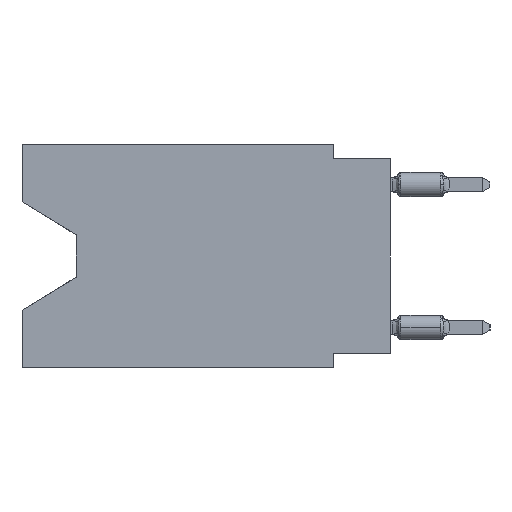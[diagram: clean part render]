
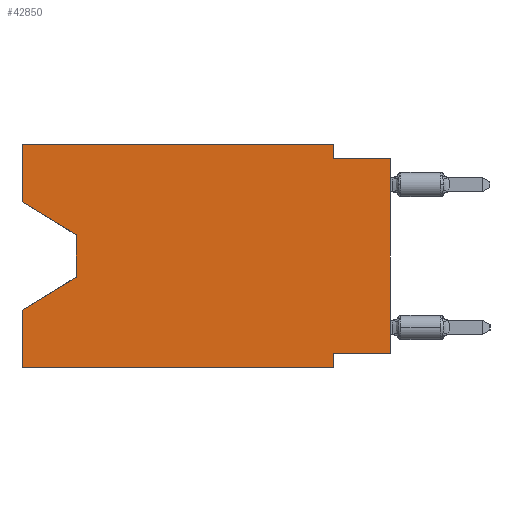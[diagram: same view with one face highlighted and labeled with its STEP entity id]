
A CAD part, left-side view. The second image highlights one B-rep face of the part: STEP entity #42850.
In plain terms, the highlighted planar face has unit normal (-1, 0, 0).
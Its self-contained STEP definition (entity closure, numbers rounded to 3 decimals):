
#221 = VERTEX_POINT ( 'NONE', #27690 ) ;
#222 = EDGE_CURVE ( 'NONE', #33391, #787, #19647, .T. ) ;
#497 = VERTEX_POINT ( 'NONE', #4934 ) ;
#674 = CARTESIAN_POINT ( 'NONE',  ( 0., 13.97, -4.013 ) ) ;
#787 = VERTEX_POINT ( 'NONE', #21470 ) ;
#1417 = LINE ( 'NONE', #5195, #21724 ) ;
#1457 = EDGE_CURVE ( 'NONE', #28217, #43976, #30527, .T. ) ;
#1968 = ORIENTED_EDGE ( 'NONE', *, *, #28109, .F. ) ;
#2043 = EDGE_CURVE ( 'NONE', #46496, #34088, #5848, .T. ) ;
#2437 = LINE ( 'NONE', #12874, #4682 ) ;
#3009 = ORIENTED_EDGE ( 'NONE', *, *, #2043, .T. ) ;
#4670 = DIRECTION ( 'NONE',  ( 0., 1., 0. ) ) ;
#4682 = VECTOR ( 'NONE', #41508, 1000. ) ;
#4934 = CARTESIAN_POINT ( 'NONE',  ( 0., 16.383, 0. ) ) ;
#5180 = ORIENTED_EDGE ( 'NONE', *, *, #45214, .T. ) ;
#5195 = CARTESIAN_POINT ( 'NONE',  ( 0., 13.97, -5.893 ) ) ;
#5848 = LINE ( 'NONE', #38727, #11840 ) ;
#5974 = ORIENTED_EDGE ( 'NONE', *, *, #222, .F. ) ;
#6712 = DIRECTION ( 'NONE',  ( 0., -1., 0. ) ) ;
#6843 = ORIENTED_EDGE ( 'NONE', *, *, #34619, .F. ) ;
#7816 = VERTEX_POINT ( 'NONE', #15487 ) ;
#8654 = DIRECTION ( 'NONE',  ( 0., 0., -1. ) ) ;
#8785 = DIRECTION ( 'NONE',  ( 0., 0., -1. ) ) ;
#11330 = LINE ( 'NONE', #36394, #38708 ) ;
#11433 = VECTOR ( 'NONE', #46555, 1000. ) ;
#11752 = CARTESIAN_POINT ( 'NONE',  ( 0., 2.54, 0. ) ) ;
#11840 = VECTOR ( 'NONE', #20289, 1000. ) ;
#12442 = CARTESIAN_POINT ( 'NONE',  ( 0., 0., -9.271 ) ) ;
#12788 = DIRECTION ( 'NONE',  ( 0., 0., 1. ) ) ;
#12874 = CARTESIAN_POINT ( 'NONE',  ( 0., 16.383, 0. ) ) ;
#13641 = CARTESIAN_POINT ( 'NONE',  ( 0., 0., 0. ) ) ;
#14676 = CARTESIAN_POINT ( 'NONE',  ( 0., 16.383, -7.36 ) ) ;
#14705 = ORIENTED_EDGE ( 'NONE', *, *, #39947, .T. ) ;
#15123 = DIRECTION ( 'NONE',  ( 0., 0., -1. ) ) ;
#15357 = DIRECTION ( 'NONE',  ( 0., -1., 0. ) ) ;
#15487 = CARTESIAN_POINT ( 'NONE',  ( 0., 2.54, -0.635 ) ) ;
#15655 = DIRECTION ( 'NONE',  ( 0., 0.855, -0.519 ) ) ;
#16120 = VECTOR ( 'NONE', #4670, 1000. ) ;
#16158 = ORIENTED_EDGE ( 'NONE', *, *, #39547, .T. ) ;
#16656 = LINE ( 'NONE', #38423, #36410 ) ;
#17898 = CARTESIAN_POINT ( 'NONE',  ( 0., 2.54, -9.271 ) ) ;
#18653 = EDGE_CURVE ( 'NONE', #7816, #221, #11330, .T. ) ;
#19496 = CARTESIAN_POINT ( 'NONE',  ( 0., 16.383, -9.906 ) ) ;
#19645 = CARTESIAN_POINT ( 'NONE',  ( 0., 16.383, 0. ) ) ;
#19647 = LINE ( 'NONE', #34550, #31297 ) ;
#20289 = DIRECTION ( 'NONE',  ( 0., -0.855, -0.519 ) ) ;
#20736 = LINE ( 'NONE', #13641, #11433 ) ;
#20894 = CARTESIAN_POINT ( 'NONE',  ( 0., 13.97, -5.893 ) ) ;
#21291 = ORIENTED_EDGE ( 'NONE', *, *, #1457, .F. ) ;
#21443 = CARTESIAN_POINT ( 'NONE',  ( 0., 16.383, 0. ) ) ;
#21470 = CARTESIAN_POINT ( 'NONE',  ( 0., 2.54, -9.906 ) ) ;
#21724 = VECTOR ( 'NONE', #15655, 1000. ) ;
#23468 = CARTESIAN_POINT ( 'NONE',  ( 0., 13.97, -4.013 ) ) ;
#25758 = CARTESIAN_POINT ( 'NONE',  ( 0., 16.383, -2.546 ) ) ;
#26194 = DIRECTION ( 'NONE',  ( 1., 0., 0. ) ) ;
#27690 = CARTESIAN_POINT ( 'NONE',  ( 0., 0., -0.635 ) ) ;
#28109 = EDGE_CURVE ( 'NONE', #41499, #7816, #42363, .T. ) ;
#28217 = VERTEX_POINT ( 'NONE', #19496 ) ;
#28732 = VERTEX_POINT ( 'NONE', #20894 ) ;
#29451 = EDGE_LOOP ( 'NONE', ( #3009, #5180, #41445, #21291, #14705, #5974, #29694, #16158, #43854, #1968, #6843, #34343 ) ) ;
#29694 = ORIENTED_EDGE ( 'NONE', *, *, #34375, .F. ) ;
#30003 = CARTESIAN_POINT ( 'NONE',  ( 0., 0., -9.271 ) ) ;
#30180 = PLANE ( 'NONE',  #40468 ) ;
#30527 = LINE ( 'NONE', #19645, #41250 ) ;
#31193 = VECTOR ( 'NONE', #39186, 1000. ) ;
#31297 = VECTOR ( 'NONE', #8785, 1000. ) ;
#31612 = EDGE_CURVE ( 'NONE', #46496, #497, #2437, .T. ) ;
#33391 = VERTEX_POINT ( 'NONE', #17898 ) ;
#33748 = FACE_OUTER_BOUND ( 'NONE', #29451, .T. ) ;
#34088 = VERTEX_POINT ( 'NONE', #23468 ) ;
#34343 = ORIENTED_EDGE ( 'NONE', *, *, #31612, .F. ) ;
#34375 = EDGE_CURVE ( 'NONE', #42750, #33391, #39948, .T. ) ;
#34550 = CARTESIAN_POINT ( 'NONE',  ( 0., 2.54, -9.906 ) ) ;
#34619 = EDGE_CURVE ( 'NONE', #497, #41499, #46556, .T. ) ;
#35943 = LINE ( 'NONE', #674, #46705 ) ;
#36394 = CARTESIAN_POINT ( 'NONE',  ( 0., 0., -0.635 ) ) ;
#36410 = VECTOR ( 'NONE', #6712, 1000. ) ;
#38423 = CARTESIAN_POINT ( 'NONE',  ( 0., 16.383, -9.906 ) ) ;
#38708 = VECTOR ( 'NONE', #15357, 1000. ) ;
#38727 = CARTESIAN_POINT ( 'NONE',  ( 0., 16.383, -2.546 ) ) ;
#39186 = DIRECTION ( 'NONE',  ( 0., -1., 0. ) ) ;
#39547 = EDGE_CURVE ( 'NONE', #42750, #221, #20736, .T. ) ;
#39947 = EDGE_CURVE ( 'NONE', #28217, #787, #16656, .T. ) ;
#39948 = LINE ( 'NONE', #30003, #16120 ) ;
#40468 = AXIS2_PLACEMENT_3D ( 'NONE', #41070, #26194, #8654 ) ;
#41070 = CARTESIAN_POINT ( 'NONE',  ( 0., 16.383, 0. ) ) ;
#41250 = VECTOR ( 'NONE', #12788, 1000. ) ;
#41445 = ORIENTED_EDGE ( 'NONE', *, *, #44905, .T. ) ;
#41499 = VERTEX_POINT ( 'NONE', #11752 ) ;
#41508 = DIRECTION ( 'NONE',  ( 0., 0., 1. ) ) ;
#42147 = DIRECTION ( 'NONE',  ( 0., 0., -1. ) ) ;
#42363 = LINE ( 'NONE', #45944, #43106 ) ;
#42750 = VERTEX_POINT ( 'NONE', #12442 ) ;
#42850 = ADVANCED_FACE ( 'NONE', ( #33748 ), #30180, .F. ) ;
#43106 = VECTOR ( 'NONE', #42147, 1000. ) ;
#43854 = ORIENTED_EDGE ( 'NONE', *, *, #18653, .F. ) ;
#43976 = VERTEX_POINT ( 'NONE', #14676 ) ;
#44905 = EDGE_CURVE ( 'NONE', #28732, #43976, #1417, .T. ) ;
#45214 = EDGE_CURVE ( 'NONE', #34088, #28732, #35943, .T. ) ;
#45944 = CARTESIAN_POINT ( 'NONE',  ( 0., 2.54, 0. ) ) ;
#46496 = VERTEX_POINT ( 'NONE', #25758 ) ;
#46555 = DIRECTION ( 'NONE',  ( 0., 0., 1. ) ) ;
#46556 = LINE ( 'NONE', #21443, #31193 ) ;
#46705 = VECTOR ( 'NONE', #15123, 1000. ) ;
